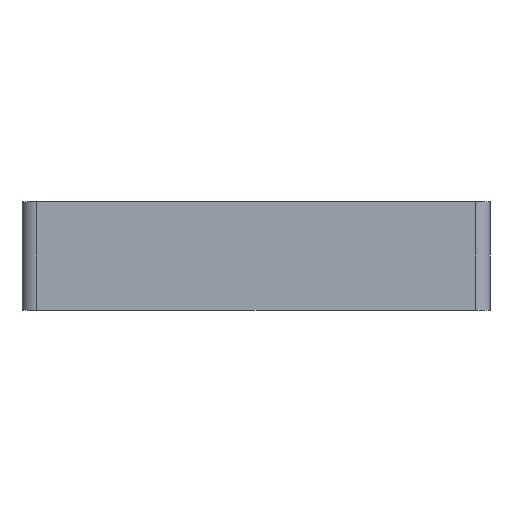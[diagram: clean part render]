
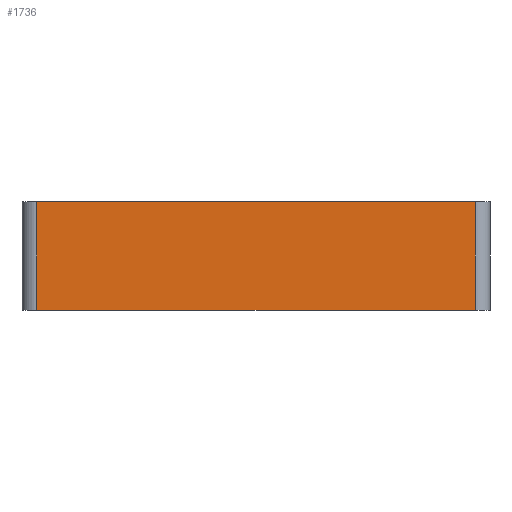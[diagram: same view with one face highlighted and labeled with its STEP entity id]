
A CAD part, front view. The second image highlights one B-rep face of the part: STEP entity #1736.
In plain terms, the highlighted planar face has unit normal (0, -1, 0).
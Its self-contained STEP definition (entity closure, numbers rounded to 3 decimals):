
#127=PLANE('',#1884);
#165=FACE_OUTER_BOUND('',#270,.T.);
#270=EDGE_LOOP('',(#1220,#1221,#1222,#1223));
#390=LINE('',#2570,#502);
#400=LINE('',#2605,#512);
#401=LINE('',#2608,#513);
#402=LINE('',#2609,#514);
#502=VECTOR('',#2112,10.);
#512=VECTOR('',#2144,10.);
#513=VECTOR('',#2147,10.);
#514=VECTOR('',#2148,10.);
#727=VERTEX_POINT('',#2567);
#728=VERTEX_POINT('',#2569);
#742=VERTEX_POINT('',#2603);
#743=VERTEX_POINT('',#2607);
#913=EDGE_CURVE('',#727,#728,#390,.T.);
#931=EDGE_CURVE('',#742,#727,#400,.T.);
#932=EDGE_CURVE('',#743,#742,#401,.T.);
#933=EDGE_CURVE('',#728,#743,#402,.T.);
#1220=ORIENTED_EDGE('',*,*,#931,.F.);
#1221=ORIENTED_EDGE('',*,*,#932,.F.);
#1222=ORIENTED_EDGE('',*,*,#933,.F.);
#1223=ORIENTED_EDGE('',*,*,#913,.F.);
#1736=ADVANCED_FACE('',(#165),#127,.T.);
#1884=AXIS2_PLACEMENT_3D('',#2606,#2145,#2146);
#2112=DIRECTION('',(1.,0.,0.));
#2144=DIRECTION('',(0.,0.,1.));
#2145=DIRECTION('center_axis',(0.,-1.,0.));
#2146=DIRECTION('ref_axis',(-1.,0.,0.));
#2147=DIRECTION('',(-1.,0.,0.));
#2148=DIRECTION('',(0.,0.,-1.));
#2567=CARTESIAN_POINT('',(0.574,-2.429,19.));
#2569=CARTESIAN_POINT('',(89.573,-2.429,19.));
#2570=CARTESIAN_POINT('',(92.573,-2.429,19.));
#2603=CARTESIAN_POINT('',(0.574,-2.429,-3.));
#2605=CARTESIAN_POINT('',(0.574,-2.429,0.));
#2606=CARTESIAN_POINT('Origin',(92.573,-2.429,0.));
#2607=CARTESIAN_POINT('',(89.573,-2.429,-3.));
#2608=CARTESIAN_POINT('',(92.573,-2.429,-3.));
#2609=CARTESIAN_POINT('',(89.573,-2.429,0.));
